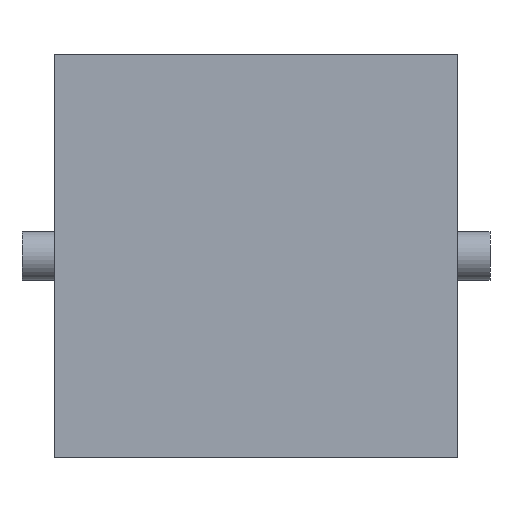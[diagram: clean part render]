
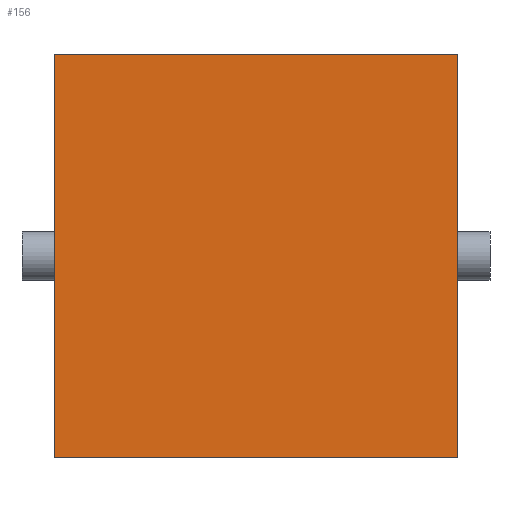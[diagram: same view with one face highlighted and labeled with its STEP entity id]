
A CAD part, front view. The second image highlights one B-rep face of the part: STEP entity #156.
In plain terms, the highlighted planar face has unit normal (0, -1, 0).
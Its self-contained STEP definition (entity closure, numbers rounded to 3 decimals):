
#19=LINE('',#247,#33);
#23=LINE('',#255,#37);
#26=LINE('',#261,#40);
#29=LINE('',#266,#43);
#33=VECTOR('',#207,1000.);
#37=VECTOR('',#213,1000.);
#40=VECTOR('',#218,1000.);
#43=VECTOR('',#223,1000.);
#56=FACE_OUTER_BOUND('',#68,.T.);
#68=EDGE_LOOP('',(#135,#136,#137,#138));
#77=VERTEX_POINT('',#245);
#78=VERTEX_POINT('',#246);
#81=VERTEX_POINT('',#254);
#83=VERTEX_POINT('',#260);
#91=EDGE_CURVE('',#77,#78,#19,.T.);
#95=EDGE_CURVE('',#78,#81,#23,.T.);
#98=EDGE_CURVE('',#81,#83,#26,.T.);
#101=EDGE_CURVE('',#83,#77,#29,.T.);
#135=ORIENTED_EDGE('',*,*,#91,.F.);
#136=ORIENTED_EDGE('',*,*,#101,.F.);
#137=ORIENTED_EDGE('',*,*,#98,.F.);
#138=ORIENTED_EDGE('',*,*,#95,.F.);
#146=PLANE('',#184);
#156=ADVANCED_FACE('',(#56),#146,.F.);
#184=AXIS2_PLACEMENT_3D('',#269,#227,#228);
#207=DIRECTION('',(0.,0.,1.));
#213=DIRECTION('',(1.,0.,0.));
#218=DIRECTION('',(0.,0.,-1.));
#223=DIRECTION('',(-1.,0.,0.));
#227=DIRECTION('center_axis',(0.,1.,0.));
#228=DIRECTION('ref_axis',(0.,0.,1.));
#245=CARTESIAN_POINT('',(-2.5,0.,-2.5));
#246=CARTESIAN_POINT('',(-2.5,0.,2.5));
#247=CARTESIAN_POINT('',(-2.5,0.,-2.5));
#254=CARTESIAN_POINT('',(2.5,0.,2.5));
#255=CARTESIAN_POINT('',(-2.5,0.,2.5));
#260=CARTESIAN_POINT('',(2.5,0.,-2.5));
#261=CARTESIAN_POINT('',(2.5,0.,-2.5));
#266=CARTESIAN_POINT('',(-2.5,0.,-2.5));
#269=CARTESIAN_POINT('Origin',(0.,0.,0.));
